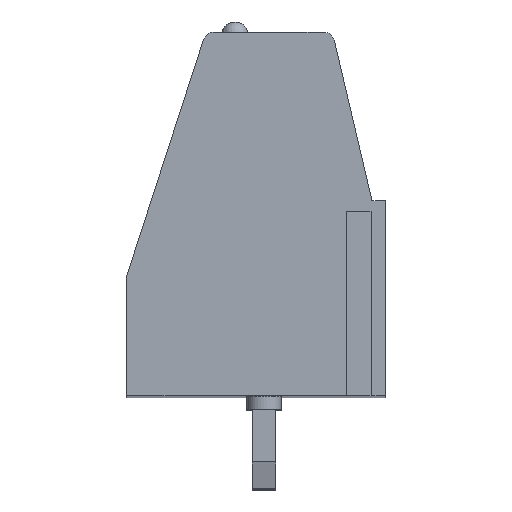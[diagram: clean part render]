
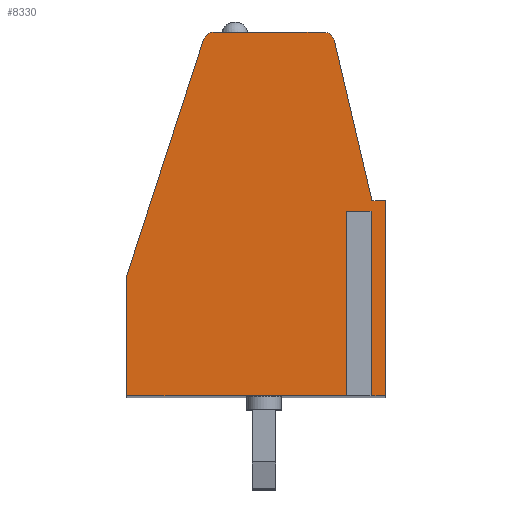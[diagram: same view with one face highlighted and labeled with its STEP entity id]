
A CAD part, top view. The second image highlights one B-rep face of the part: STEP entity #8330.
In plain terms, the highlighted planar face has unit normal (0, 0, 1).
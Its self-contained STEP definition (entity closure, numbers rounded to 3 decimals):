
#7240=CARTESIAN_POINT('',(-118.259,0.
   ,-2.46));
#7250=DIRECTION('',(0.,0.,
   -1.));
#7260=DIRECTION('',(-1.,0.,
   0.));
#7270=AXIS2_PLACEMENT_3D('',#7240,#7250,#7260);
#7280=PLANE('',#7270);
#7290=CARTESIAN_POINT('',(-118.259,53.229
   ,-2.46));
#7300=DIRECTION('',(-1.,0.,
   0.));
#7310=VECTOR('',#7300,1.);
#7320=LINE('',#7290,#7310);
#7330=CARTESIAN_POINT('',(-57.047,53.229
   ,-2.46));
#7340=VERTEX_POINT('',#7330);
#7350=CARTESIAN_POINT('',(-61.239,53.229
   ,-2.46));
#7360=VERTEX_POINT('',#7350);
#7370=EDGE_CURVE('',#7340,#7360,#7320,.T.);
#7380=ORIENTED_EDGE('',*,*,#7370,.T.);
#7390=CARTESIAN_POINT('',(-57.047,52.829
   ,-2.46));
#7400=DIRECTION('',(0.,0.,
   -1.));
#7410=DIRECTION('',(-1.,0.,
   0.));
#7420=AXIS2_PLACEMENT_3D('',#7390,#7400,#7410);
#7430=CIRCLE('',#7420,0.4);
#7440=CARTESIAN_POINT('',(-56.657,52.92
   ,-2.46));
#7450=VERTEX_POINT('',#7440);
#7460=EDGE_CURVE('',#7340,#7450,#7430,.T.);
#7470=ORIENTED_EDGE('',*,*,#7460,.F.);
#7480=CARTESIAN_POINT('',(-44.254,0.
   ,-2.46));
#7490=DIRECTION('',(0.228,-0.974,
   0.));
#7500=VECTOR('',#7490,1.);
#7510=LINE('',#7480,#7500);
#7520=CARTESIAN_POINT('',(-55.23,46.829
   ,-2.46));
#7530=VERTEX_POINT('',#7520);
#7540=EDGE_CURVE('',#7450,#7530,#7510,.T.);
#7550=ORIENTED_EDGE('',*,*,#7540,.F.);
#7560=CARTESIAN_POINT('',(-118.259,46.829
   ,-2.46));
#7570=DIRECTION('',(-1.,0.,
   0.));
#7580=VECTOR('',#7570,1.);
#7590=LINE('',#7560,#7580);
#7600=CARTESIAN_POINT('',(-54.73,46.829
   ,-2.46));
#7610=VERTEX_POINT('',#7600);
#7620=EDGE_CURVE('',#7610,#7530,#7590,.T.);
#7630=ORIENTED_EDGE('',*,*,#7620,.T.);
#7640=CARTESIAN_POINT('',(-54.73,0.
   ,-2.46));
#7650=DIRECTION('',(0.,-1.,
   0.));
#7660=VECTOR('',#7650,1.);
#7670=LINE('',#7640,#7660);
#7680=CARTESIAN_POINT('',(-54.73,39.429
   ,-2.46));
#7690=VERTEX_POINT('',#7680);
#7700=EDGE_CURVE('',#7610,#7690,#7670,.T.);
#7710=ORIENTED_EDGE('',*,*,#7700,.F.);
#7720=CARTESIAN_POINT('',(-118.259,39.429
   ,-2.46));
#7730=DIRECTION('',(-1.,0.,
   0.));
#7740=VECTOR('',#7730,1.);
#7750=LINE('',#7720,#7740);
#7760=CARTESIAN_POINT('',(-55.46,39.429
   ,-2.46));
#7770=VERTEX_POINT('',#7760);
#7780=EDGE_CURVE('',#7690,#7770,#7750,.T.);
#7790=ORIENTED_EDGE('',*,*,#7780,.F.);
#7800=CARTESIAN_POINT('',(-55.46,0.
   ,-2.46));
#7810=DIRECTION('',(0.,-1.,
   0.));
#7820=VECTOR('',#7810,1.);
#7830=LINE('',#7800,#7820);
#7840=CARTESIAN_POINT('',(-55.46,46.429
   ,-2.46));
#7850=VERTEX_POINT('',#7840);
#7860=EDGE_CURVE('',#7850,#7770,#7830,.T.);
#7870=ORIENTED_EDGE('',*,*,#7860,.T.);
#7880=CARTESIAN_POINT('',(-118.259,46.429
   ,-2.46));
#7890=DIRECTION('',(-1.,0.,
   0.));
#7900=VECTOR('',#7890,1.);
#7910=LINE('',#7880,#7900);
#7920=CARTESIAN_POINT('',(-55.999,46.429
   ,-2.46));
#7930=VERTEX_POINT('',#7920);
#7940=EDGE_CURVE('',#7850,#7930,#7910,.T.);
#7950=ORIENTED_EDGE('',*,*,#7940,.F.);
#7960=CARTESIAN_POINT('',(-55.999,0.
   ,-2.46));
#7970=DIRECTION('',(0.,-1.,
   0.));
#7980=VECTOR('',#7970,1.);
#7990=LINE('',#7960,#7980);
#8000=CARTESIAN_POINT('',(-55.999,39.429
   ,-2.46));
#8010=VERTEX_POINT('',#8000);
#8020=EDGE_CURVE('',#7930,#8010,#7990,.T.);
#8030=ORIENTED_EDGE('',*,*,#8020,.F.);
#8040=CARTESIAN_POINT('',(-64.53,39.429
   ,-2.46));
#8050=VERTEX_POINT('',#8040);
#8060=EDGE_CURVE('',#8010,#8050,#7750,.T.);
#8070=ORIENTED_EDGE('',*,*,#8060,.F.);
#8080=CARTESIAN_POINT('',(-64.53,0.
   ,-2.46));
#8090=DIRECTION('',(0.,-1.,
   0.));
#8100=VECTOR('',#8090,1.);
#8110=LINE('',#8080,#8100);
#8120=CARTESIAN_POINT('',(-64.53,43.996
   ,-2.46));
#8130=VERTEX_POINT('',#8120);
#8140=EDGE_CURVE('',#8130,#8050,#8110,.T.);
#8150=ORIENTED_EDGE('',*,*,#8140,.T.);
#8160=CARTESIAN_POINT('',(-78.825,0.
   ,-2.46));
#8170=DIRECTION('',(-0.309,-0.951,
   0.));
#8180=VECTOR('',#8170,1.);
#8190=LINE('',#8160,#8180);
#8200=CARTESIAN_POINT('',(-61.619,52.953
   ,-2.46));
#8210=VERTEX_POINT('',#8200);
#8220=EDGE_CURVE('',#8210,#8130,#8190,.T.);
#8230=ORIENTED_EDGE('',*,*,#8220,.T.);
#8240=CARTESIAN_POINT('',(-61.239,52.829
   ,-2.46));
#8250=DIRECTION('',(0.,0.,
   -1.));
#8260=DIRECTION('',(-1.,0.,
   0.));
#8270=AXIS2_PLACEMENT_3D('',#8240,#8250,#8260);
#8280=CIRCLE('',#8270,0.4);
#8290=EDGE_CURVE('',#8210,#7360,#8280,.T.);
#8300=ORIENTED_EDGE('',*,*,#8290,.F.);
#8310=EDGE_LOOP('',(#8300,#8230,#8150,#8070,#8030,#7950,#7870,#7790,
   #7710,#7630,#7550,#7470,#7380));
#8320=FACE_OUTER_BOUND('',#8310,.T.);
#8330=ADVANCED_FACE('',(#8320),#7280,.F.);
